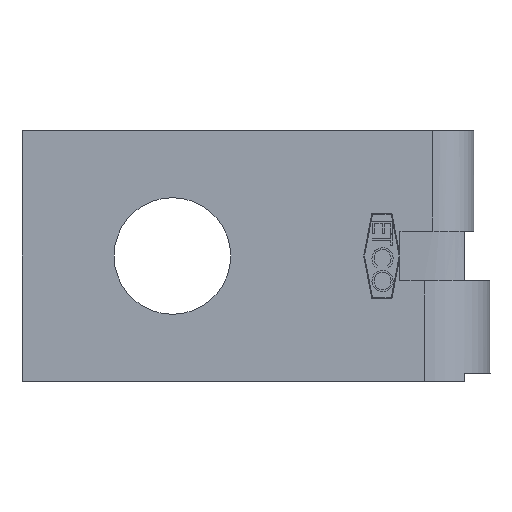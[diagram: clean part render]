
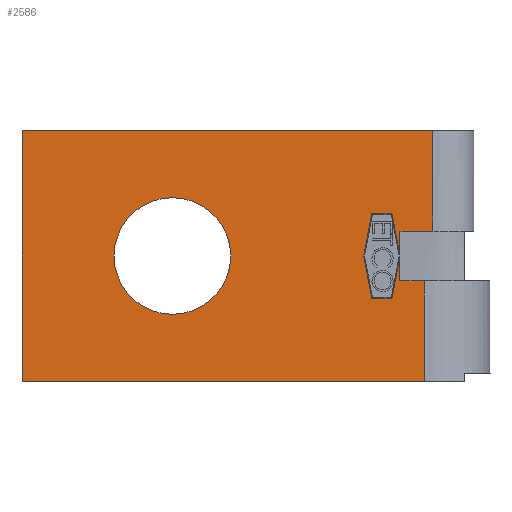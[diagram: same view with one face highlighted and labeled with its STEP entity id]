
A CAD part, front view. The second image highlights one B-rep face of the part: STEP entity #2586.
In plain terms, the highlighted planar face has unit normal (0, -1, 0).
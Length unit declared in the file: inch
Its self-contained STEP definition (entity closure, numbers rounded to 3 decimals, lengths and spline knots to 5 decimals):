
#52 = DIRECTION ( 'NONE',  ( -0.187, 0., 0.982 ) ) ;
#63 = VECTOR ( 'NONE', #5925, 39.37008 ) ;
#105 = CARTESIAN_POINT ( 'NONE',  ( 0.251, 0., -0.156 ) ) ;
#142 = VECTOR ( 'NONE', #52, 39.37008 ) ;
#149 = AXIS2_PLACEMENT_3D ( 'NONE', #2423, #4341, #164 ) ;
#164 = DIRECTION ( 'NONE',  ( 0., 0., -1. ) ) ;
#246 = LINE ( 'NONE', #2057, #3031 ) ;
#331 = VECTOR ( 'NONE', #5573, 39.37008 ) ;
#365 = LINE ( 'NONE', #2171, #803 ) ;
#392 = VERTEX_POINT ( 'NONE', #3341 ) ;
#419 = VECTOR ( 'NONE', #1317, 39.37008 ) ;
#493 = CIRCLE ( 'NONE', #3091, 0.0725 ) ;
#604 = EDGE_LOOP ( 'NONE', ( #2323, #1598, #3663, #1670, #3263, #2964, #5197, #1632, #2286, #2645, #3302, #5525, #5147, #5598, #710 ) ) ;
#612 = PLANE ( 'NONE',  #149 ) ;
#710 = ORIENTED_EDGE ( 'NONE', *, *, #2594, .F. ) ;
#784 = ORIENTED_EDGE ( 'NONE', *, *, #5803, .T. ) ;
#795 = EDGE_CURVE ( 'NONE', #4767, #1833, #5389, .T. ) ;
#803 = VECTOR ( 'NONE', #4089, 39.37008 ) ;
#818 = DIRECTION ( 'NONE',  ( 0., 1., 0. ) ) ;
#889 = ORIENTED_EDGE ( 'NONE', *, *, #2787, .T. ) ;
#928 = EDGE_CURVE ( 'NONE', #3549, #2943, #3638, .T. ) ;
#935 = CARTESIAN_POINT ( 'NONE',  ( 0.262, 0., 0.031 ) ) ;
#988 = DIRECTION ( 'NONE',  ( 0., 1., 0. ) ) ;
#1023 = VERTEX_POINT ( 'NONE', #4320 ) ;
#1029 = LINE ( 'NONE', #2853, #2430 ) ;
#1114 = CARTESIAN_POINT ( 'NONE',  ( 0.221, 0., -0.031 ) ) ;
#1184 = LINE ( 'NONE', #3020, #5729 ) ;
#1202 = VECTOR ( 'NONE', #1560, 39.37008 ) ;
#1299 = DIRECTION ( 'NONE',  ( 0., 0., -1. ) ) ;
#1316 = DIRECTION ( 'NONE',  ( 0.187, 0., -0.982 ) ) ;
#1317 = DIRECTION ( 'NONE',  ( 0.187, 0., 0.982 ) ) ;
#1441 = CARTESIAN_POINT ( 'NONE',  ( 0.221, 0., -0.031 ) ) ;
#1462 = EDGE_LOOP ( 'NONE', ( #889, #784 ) ) ;
#1548 = CARTESIAN_POINT ( 'NONE',  ( 0.221, 0., 0. ) ) ;
#1552 = CARTESIAN_POINT ( 'NONE',  ( 0.251, 0., -0.031 ) ) ;
#1560 = DIRECTION ( 'NONE',  ( 1., 0., 0. ) ) ;
#1598 = ORIENTED_EDGE ( 'NONE', *, *, #1668, .F. ) ;
#1632 = ORIENTED_EDGE ( 'NONE', *, *, #5777, .F. ) ;
#1638 = VERTEX_POINT ( 'NONE', #5427 ) ;
#1648 = VERTEX_POINT ( 'NONE', #2638 ) ;
#1668 = EDGE_CURVE ( 'NONE', #4767, #4411, #3618, .T. ) ;
#1670 = ORIENTED_EDGE ( 'NONE', *, *, #5098, .F. ) ;
#1681 = EDGE_CURVE ( 'NONE', #1648, #2341, #2199, .T. ) ;
#1783 = EDGE_CURVE ( 'NONE', #4326, #5814, #5100, .T. ) ;
#1794 = VERTEX_POINT ( 'NONE', #3745 ) ;
#1833 = VERTEX_POINT ( 'NONE', #1441 ) ;
#1845 = LINE ( 'NONE', #3742, #331 ) ;
#1872 = LINE ( 'NONE', #3770, #4198 ) ;
#1891 = EDGE_CURVE ( 'NONE', #4411, #392, #1029, .T. ) ;
#1968 = LINE ( 'NONE', #3876, #2724 ) ;
#1987 = CARTESIAN_POINT ( 'NONE',  ( 0.186, 0., -0.0525 ) ) ;
#2036 = AXIS2_PLACEMENT_3D ( 'NONE', #4977, #818, #2636 ) ;
#2050 = EDGE_CURVE ( 'NONE', #2943, #2245, #246, .T. ) ;
#2057 = CARTESIAN_POINT ( 'NONE',  ( 0.186, 0., -0.0525 ) ) ;
#2171 = CARTESIAN_POINT ( 'NONE',  ( 0.221, 0., 0.031 ) ) ;
#2186 = VECTOR ( 'NONE', #1316, 39.37008 ) ;
#2199 = LINE ( 'NONE', #4122, #63 ) ;
#2245 = VERTEX_POINT ( 'NONE', #5594 ) ;
#2286 = ORIENTED_EDGE ( 'NONE', *, *, #2902, .F. ) ;
#2303 = LINE ( 'NONE', #4221, #142 ) ;
#2323 = ORIENTED_EDGE ( 'NONE', *, *, #1891, .F. ) ;
#2341 = VERTEX_POINT ( 'NONE', #1548 ) ;
#2423 = CARTESIAN_POINT ( 'NONE',  ( 0.221, 0., 0.156 ) ) ;
#2430 = VECTOR ( 'NONE', #4744, 39.37008 ) ;
#2586 = ADVANCED_FACE ( 'NONE', ( #2887, #4777 ), #612, .T. ) ;
#2594 = EDGE_CURVE ( 'NONE', #392, #5243, #1968, .T. ) ;
#2634 = EDGE_CURVE ( 'NONE', #5243, #5814, #3903, .T. ) ;
#2636 = DIRECTION ( 'NONE',  ( 0., 0., 1. ) ) ;
#2638 = CARTESIAN_POINT ( 'NONE',  ( 0.221, 0., 0.031 ) ) ;
#2645 = ORIENTED_EDGE ( 'NONE', *, *, #3492, .F. ) ;
#2724 = VECTOR ( 'NONE', #5695, 39.37008 ) ;
#2759 = DIRECTION ( 'NONE',  ( 0., 0., 1. ) ) ;
#2787 = EDGE_CURVE ( 'NONE', #1638, #4081, #5464, .T. ) ;
#2816 = DIRECTION ( 'NONE',  ( 0., 0., 1. ) ) ;
#2832 = CARTESIAN_POINT ( 'NONE',  ( 0.176, 0., 0. ) ) ;
#2853 = CARTESIAN_POINT ( 'NONE',  ( 0.221, 0., -0.156 ) ) ;
#2887 = FACE_OUTER_BOUND ( 'NONE', #604, .T. ) ;
#2902 = EDGE_CURVE ( 'NONE', #1023, #1794, #1845, .T. ) ;
#2943 = VERTEX_POINT ( 'NONE', #1987 ) ;
#2964 = ORIENTED_EDGE ( 'NONE', *, *, #2050, .F. ) ;
#3020 = CARTESIAN_POINT ( 'NONE',  ( 0.221, 0., -0.156 ) ) ;
#3031 = VECTOR ( 'NONE', #3963, 39.37008 ) ;
#3091 = AXIS2_PLACEMENT_3D ( 'NONE', #5152, #988, #2816 ) ;
#3180 = CARTESIAN_POINT ( 'NONE',  ( 0.262, 0., 0.031 ) ) ;
#3263 = ORIENTED_EDGE ( 'NONE', *, *, #4007, .F. ) ;
#3302 = ORIENTED_EDGE ( 'NONE', *, *, #1681, .F. ) ;
#3341 = CARTESIAN_POINT ( 'NONE',  ( -0.249, 0., -0.156 ) ) ;
#3428 = CARTESIAN_POINT ( 'NONE',  ( 0.241, 0., -0.031 ) ) ;
#3492 = EDGE_CURVE ( 'NONE', #2341, #1023, #2303, .T. ) ;
#3549 = VERTEX_POINT ( 'NONE', #2832 ) ;
#3618 = LINE ( 'NONE', #5456, #4245 ) ;
#3638 = LINE ( 'NONE', #5477, #2186 ) ;
#3642 = LINE ( 'NONE', #5478, #419 ) ;
#3663 = ORIENTED_EDGE ( 'NONE', *, *, #795, .T. ) ;
#3742 = CARTESIAN_POINT ( 'NONE',  ( 0.211, 0., 0.0525 ) ) ;
#3743 = VECTOR ( 'NONE', #2759, 39.37008 ) ;
#3745 = CARTESIAN_POINT ( 'NONE',  ( 0.186, 0., 0.0525 ) ) ;
#3770 = CARTESIAN_POINT ( 'NONE',  ( 0.186, 0., 0.0525 ) ) ;
#3795 = EDGE_CURVE ( 'NONE', #1648, #4326, #365, .T. ) ;
#3876 = CARTESIAN_POINT ( 'NONE',  ( -0.249, 0., -0.156 ) ) ;
#3903 = LINE ( 'NONE', #5724, #1202 ) ;
#3963 = DIRECTION ( 'NONE',  ( 1., 0., 0. ) ) ;
#4007 = EDGE_CURVE ( 'NONE', #2245, #2341, #3642, .T. ) ;
#4045 = CARTESIAN_POINT ( 'NONE',  ( 0.251, 0., -0.031 ) ) ;
#4081 = VERTEX_POINT ( 'NONE', #4707 ) ;
#4089 = DIRECTION ( 'NONE',  ( 1., 0., 0. ) ) ;
#4122 = CARTESIAN_POINT ( 'NONE',  ( 0.221, 0., -0.156 ) ) ;
#4126 = CARTESIAN_POINT ( 'NONE',  ( -0.249, 0., 0.156 ) ) ;
#4198 = VECTOR ( 'NONE', #5596, 39.37008 ) ;
#4221 = CARTESIAN_POINT ( 'NONE',  ( 0.221, 0., 0. ) ) ;
#4245 = VECTOR ( 'NONE', #1299, 39.37008 ) ;
#4271 = CARTESIAN_POINT ( 'NONE',  ( 0.262, 0., 0.156 ) ) ;
#4320 = CARTESIAN_POINT ( 'NONE',  ( 0.211, 0., 0.0525 ) ) ;
#4326 = VERTEX_POINT ( 'NONE', #3180 ) ;
#4341 = DIRECTION ( 'NONE',  ( 0., -1., 0. ) ) ;
#4411 = VERTEX_POINT ( 'NONE', #105 ) ;
#4707 = CARTESIAN_POINT ( 'NONE',  ( -0.062, 0., 0.0725 ) ) ;
#4744 = DIRECTION ( 'NONE',  ( -1., 0., 0. ) ) ;
#4767 = VERTEX_POINT ( 'NONE', #4045 ) ;
#4777 = FACE_BOUND ( 'NONE', #1462, .T. ) ;
#4897 = DIRECTION ( 'NONE',  ( 0., 0., -1. ) ) ;
#4977 = CARTESIAN_POINT ( 'NONE',  ( -0.062, 0., 0. ) ) ;
#5098 = EDGE_CURVE ( 'NONE', #2341, #1833, #1184, .T. ) ;
#5100 = LINE ( 'NONE', #935, #3743 ) ;
#5147 = ORIENTED_EDGE ( 'NONE', *, *, #1783, .T. ) ;
#5152 = CARTESIAN_POINT ( 'NONE',  ( -0.062, 0., 0. ) ) ;
#5197 = ORIENTED_EDGE ( 'NONE', *, *, #928, .F. ) ;
#5243 = VERTEX_POINT ( 'NONE', #4126 ) ;
#5273 = CARTESIAN_POINT ( 'NONE',  ( 0.231, 0., -0.031 ) ) ;
#5389 = B_SPLINE_CURVE_WITH_KNOTS ( 'NONE', 3,
 ( #1552, #3428, #5273, #1114 ),
 .UNSPECIFIED., .F., .F.,
 ( 4, 4 ),
 ( 0., 1. ),
 .UNSPECIFIED. ) ;
#5427 = CARTESIAN_POINT ( 'NONE',  ( -0.062, 0., -0.0725 ) ) ;
#5456 = CARTESIAN_POINT ( 'NONE',  ( 0.251, 0., -0.031 ) ) ;
#5464 = CIRCLE ( 'NONE', #2036, 0.0725 ) ;
#5477 = CARTESIAN_POINT ( 'NONE',  ( 0.176, 0., 0. ) ) ;
#5478 = CARTESIAN_POINT ( 'NONE',  ( 0.211, 0., -0.0525 ) ) ;
#5525 = ORIENTED_EDGE ( 'NONE', *, *, #3795, .T. ) ;
#5573 = DIRECTION ( 'NONE',  ( -1., 0., 0. ) ) ;
#5594 = CARTESIAN_POINT ( 'NONE',  ( 0.211, 0., -0.0525 ) ) ;
#5596 = DIRECTION ( 'NONE',  ( -0.187, 0., -0.982 ) ) ;
#5598 = ORIENTED_EDGE ( 'NONE', *, *, #2634, .F. ) ;
#5695 = DIRECTION ( 'NONE',  ( 0., 0., 1. ) ) ;
#5724 = CARTESIAN_POINT ( 'NONE',  ( 0.221, 0., 0.156 ) ) ;
#5729 = VECTOR ( 'NONE', #4897, 39.37008 ) ;
#5777 = EDGE_CURVE ( 'NONE', #1794, #3549, #1872, .T. ) ;
#5803 = EDGE_CURVE ( 'NONE', #4081, #1638, #493, .T. ) ;
#5814 = VERTEX_POINT ( 'NONE', #4271 ) ;
#5925 = DIRECTION ( 'NONE',  ( 0., 0., -1. ) ) ;
